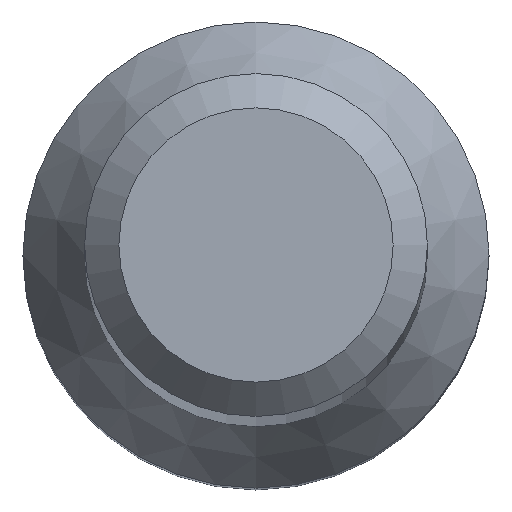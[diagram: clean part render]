
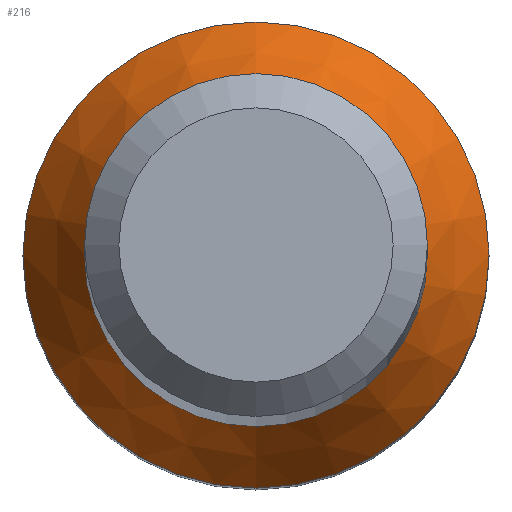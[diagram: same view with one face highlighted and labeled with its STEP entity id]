
A CAD part, top view. The second image highlights one B-rep face of the part: STEP entity #216.
In plain terms, the highlighted conical face has half-angle 30 degrees and reference radius 2.719 mm.
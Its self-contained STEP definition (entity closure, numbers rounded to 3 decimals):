
#19 = CARTESIAN_POINT ( 'NONE',  ( 0., 0., 12.747 ) ) ;
#24 = ORIENTED_EDGE ( 'NONE', *, *, #113, .F. ) ;
#50 = DIRECTION ( 'NONE',  ( 0., 0., -1. ) ) ;
#55 = AXIS2_PLACEMENT_3D ( 'NONE', #196, #69, #106 ) ;
#64 = DIRECTION ( 'NONE',  ( 0., 0., -1. ) ) ;
#69 = DIRECTION ( 'NONE',  ( 0., 0., -1. ) ) ;
#74 = DIRECTION ( 'NONE',  ( 0., 1., 0. ) ) ;
#77 = CIRCLE ( 'NONE', #160, 2.719 ) ;
#90 = CARTESIAN_POINT ( 'NONE',  ( 0., 2.719, 12.747 ) ) ;
#99 = EDGE_LOOP ( 'NONE', ( #231 ) ) ;
#106 = DIRECTION ( 'NONE',  ( 0., 1., 0. ) ) ;
#110 = EDGE_CURVE ( 'NONE', #169, #169, #189, .T. ) ;
#112 = CONICAL_SURFACE ( 'NONE', #226, 2.719, 0.524 ) ;
#113 = EDGE_CURVE ( 'NONE', #203, #203, #77, .T. ) ;
#133 = FACE_OUTER_BOUND ( 'NONE', #192, .T. ) ;
#160 = AXIS2_PLACEMENT_3D ( 'NONE', #161, #64, #199 ) ;
#161 = CARTESIAN_POINT ( 'NONE',  ( 0., 0., 12.747 ) ) ;
#169 = VERTEX_POINT ( 'NONE', #242 ) ;
#183 = FACE_BOUND ( 'NONE', #99, .T. ) ;
#189 = CIRCLE ( 'NONE', #55, 2. ) ;
#192 = EDGE_LOOP ( 'NONE', ( #24 ) ) ;
#196 = CARTESIAN_POINT ( 'NONE',  ( 0., 0., 13.992 ) ) ;
#199 = DIRECTION ( 'NONE',  ( 0., 1., 0. ) ) ;
#203 = VERTEX_POINT ( 'NONE', #90 ) ;
#216 = ADVANCED_FACE ( 'NONE', ( #183, #133 ), #112, .T. ) ;
#226 = AXIS2_PLACEMENT_3D ( 'NONE', #19, #50, #74 ) ;
#231 = ORIENTED_EDGE ( 'NONE', *, *, #110, .T. ) ;
#242 = CARTESIAN_POINT ( 'NONE',  ( 0., 2., 13.992 ) ) ;
